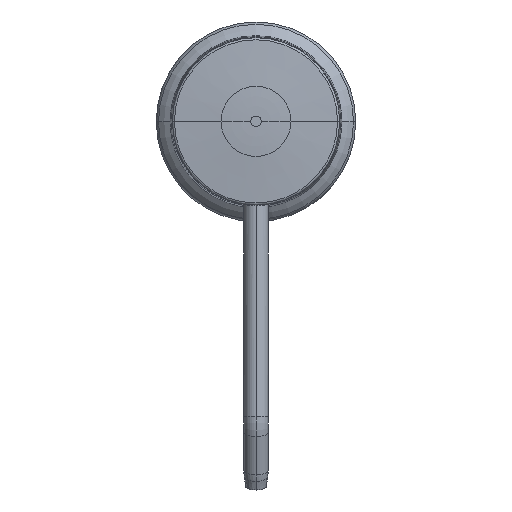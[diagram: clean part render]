
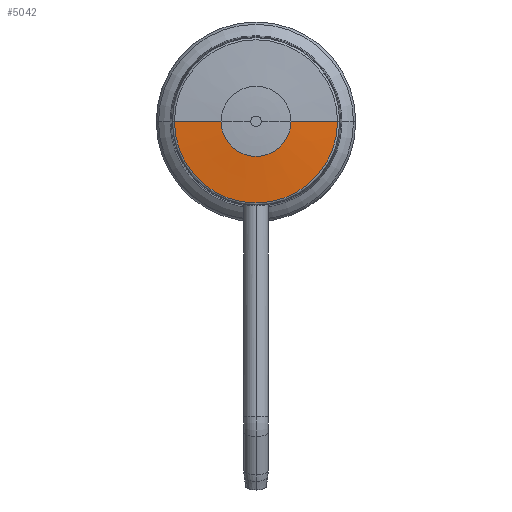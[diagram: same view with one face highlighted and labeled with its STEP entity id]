
A CAD part, top view. The second image highlights one B-rep face of the part: STEP entity #5042.
In plain terms, the highlighted conical face has half-angle 85.82 degrees and reference radius 4.348 mm.
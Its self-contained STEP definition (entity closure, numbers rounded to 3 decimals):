
#162 = CARTESIAN_POINT ( 'NONE',  ( 4.348, 0., 50. ) ) ;
#619 = DIRECTION ( 'NONE',  ( -1., 0., 0. ) ) ;
#708 = EDGE_CURVE ( 'NONE', #803, #5575, #4151, .T. ) ;
#778 = LINE ( 'NONE', #162, #2138 ) ;
#803 = VERTEX_POINT ( 'NONE', #1252 ) ;
#1207 = VERTEX_POINT ( 'NONE', #4250 ) ;
#1236 = ORIENTED_EDGE ( 'NONE', *, *, #4415, .T. ) ;
#1252 = CARTESIAN_POINT ( 'NONE',  ( -7.551, 0., 49.766 ) ) ;
#1312 = EDGE_CURVE ( 'NONE', #5575, #1207, #5619, .T. ) ;
#1676 = CARTESIAN_POINT ( 'NONE',  ( 0., 0., 49.766 ) ) ;
#2134 = ORIENTED_EDGE ( 'NONE', *, *, #708, .T. ) ;
#2138 = VECTOR ( 'NONE', #3042, 1000. ) ;
#2255 = DIRECTION ( 'NONE',  ( 1., 0., 0. ) ) ;
#2419 = VECTOR ( 'NONE', #4732, 1000. ) ;
#2425 = CARTESIAN_POINT ( 'NONE',  ( -4.348, 0., 50. ) ) ;
#2783 = AXIS2_PLACEMENT_3D ( 'NONE', #6628, #3121, #7220 ) ;
#2872 = AXIS2_PLACEMENT_3D ( 'NONE', #3492, #4094, #619 ) ;
#3042 = DIRECTION ( 'NONE',  ( 0.997, 0., -0.073 ) ) ;
#3121 = DIRECTION ( 'NONE',  ( 0., 0., 1. ) ) ;
#3376 = CIRCLE ( 'NONE', #3553, 7.551 ) ;
#3492 = CARTESIAN_POINT ( 'NONE',  ( 0., 0., 50. ) ) ;
#3553 = AXIS2_PLACEMENT_3D ( 'NONE', #1676, #5745, #2255 ) ;
#3678 = EDGE_CURVE ( 'NONE', #5228, #1207, #778, .T. ) ;
#3683 = CARTESIAN_POINT ( 'NONE',  ( 7.551, 0., 49.766 ) ) ;
#4094 = DIRECTION ( 'NONE',  ( 0., 0., -1. ) ) ;
#4151 = LINE ( 'NONE', #2425, #2419 ) ;
#4250 = CARTESIAN_POINT ( 'NONE',  ( 17.575, 0., 49.033 ) ) ;
#4314 = CONICAL_SURFACE ( 'NONE', #2872, 4.348, 1.498 ) ;
#4415 = EDGE_CURVE ( 'NONE', #5228, #803, #3376, .T. ) ;
#4683 = FACE_OUTER_BOUND ( 'NONE', #7025, .T. ) ;
#4732 = DIRECTION ( 'NONE',  ( -0.997, 0., -0.073 ) ) ;
#5042 = ADVANCED_FACE ( 'NONE', ( #4683 ), #4314, .T. ) ;
#5228 = VERTEX_POINT ( 'NONE', #3683 ) ;
#5263 = CARTESIAN_POINT ( 'NONE',  ( -17.575, 0., 49.033 ) ) ;
#5575 = VERTEX_POINT ( 'NONE', #5263 ) ;
#5619 = CIRCLE ( 'NONE', #2783, 17.575 ) ;
#5745 = DIRECTION ( 'NONE',  ( 0., 0., -1. ) ) ;
#5764 = ORIENTED_EDGE ( 'NONE', *, *, #3678, .F. ) ;
#5855 = ORIENTED_EDGE ( 'NONE', *, *, #1312, .T. ) ;
#6628 = CARTESIAN_POINT ( 'NONE',  ( 0., 0., 49.033 ) ) ;
#7025 = EDGE_LOOP ( 'NONE', ( #5764, #1236, #2134, #5855 ) ) ;
#7220 = DIRECTION ( 'NONE',  ( -1., 0., 0. ) ) ;
